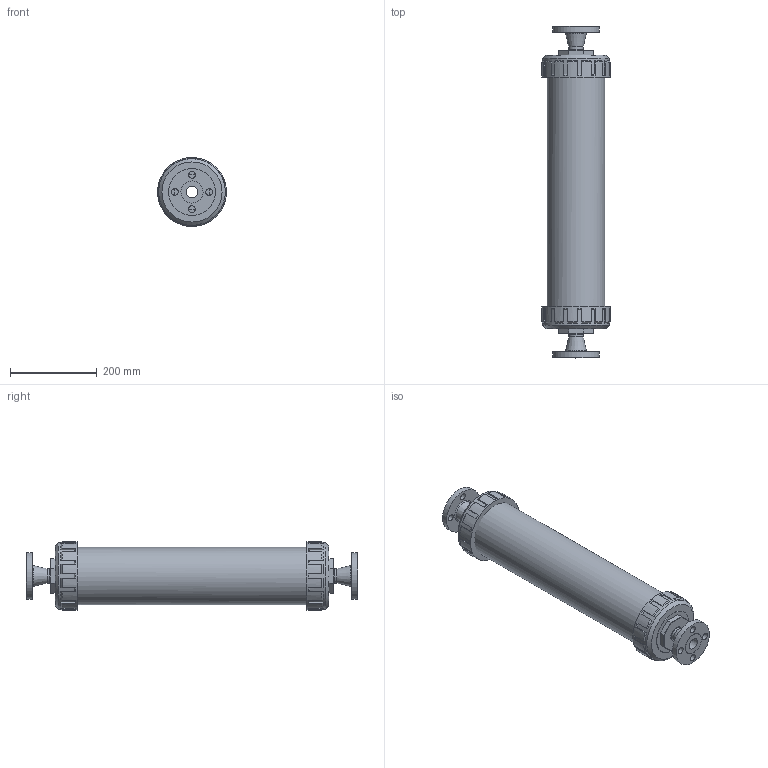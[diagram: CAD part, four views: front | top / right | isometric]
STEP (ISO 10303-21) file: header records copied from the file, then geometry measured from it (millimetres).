
FILE_DESCRIPTION((''),'2;1');
FILE_NAME('CVG-4000-SS-10F_R0.iam.stp','2016-10-28T12:29:23',(''),(''),'Autodesk Inventor 2009','Autodesk Inventor 2009','');
FILE_SCHEMA(('AUTOMOTIVE_DESIGN { 1 0 10303 214 1 1 1 1 }'));
Length unit declared in the file: inch
Products named in the file (6): CVG-4000-SS-10F_R0; CVG-3-4000-METAL-S-10_R1; CVG-6-4000; CVG-1-4000-A_R0; CVG-2-4000_R5; FLG-RF10-WN-CL150
Assembly tree (8 placements, depth 2):
  CVG-4000-SS-10F_R0
    CVG-3-4000-METAL-S-10_R1  x2
    CVG-6-4000  x2
    CVG-1-4000-A_R0
    CVG-2-4000_R5
    FLG-RF10-WN-CL150  x2
Bounding box: 158.73 x 765.3 x 158.67 mm (x, y, z)
Volume: 3918679.5 mm3; surface area: 1202947.8 mm2
Topology: 8 solids, 8 shells, 337 faces, 800 edges, 505 vertices
Faces by surface type: plane 106, cylinder 91, cone 70, bspline 68, torus 2
Full cylindrical faces by diameter (mm): 15.748 x8, 26.645 x2, 29.388 x2, 33.401 x4, 50.8 x2, 97.358 x2, 102.438 x2, 104.14 x2, 105.004 x1, 105.41 x2, 107.95 x2, 114.3 x2, 114.605 x2, 115.011 x1, 115.316 x2, 118.11 x4, 118.923 x1, 124.46 x2, 125.298 x16, 132.105 x24, 153.67 x2, 158.75 x2
Entity records: 10689 total; most frequent: CARTESIAN_POINT 6770, DIRECTION 772, ORIENTED_EDGE 682, EDGE_CURVE 341, AXIS2_PLACEMENT_3D 302, EDGE_LOOP 266, VERTEX_POINT 253, FACE_OUTER_BOUND 173
